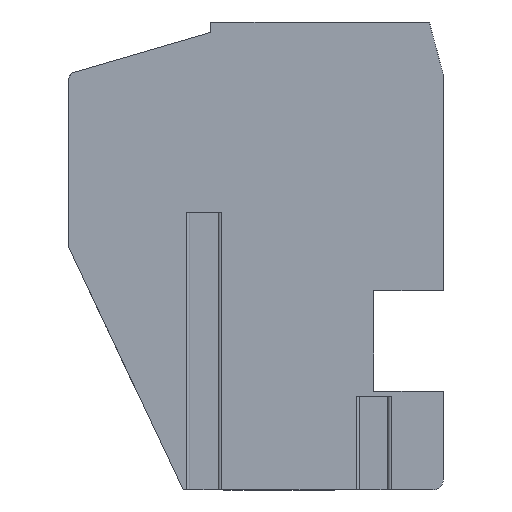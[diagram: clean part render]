
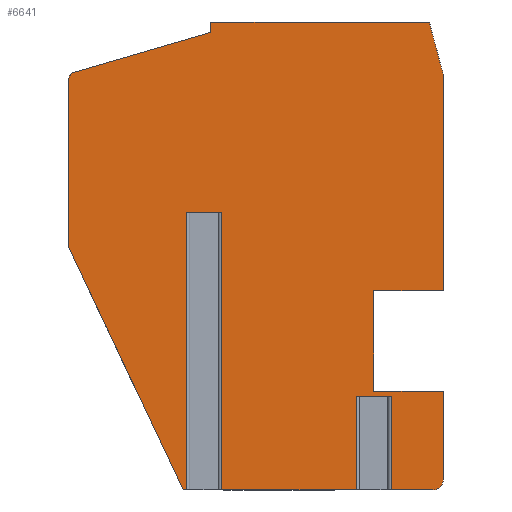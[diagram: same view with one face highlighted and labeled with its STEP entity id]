
A CAD part, left-side view. The second image highlights one B-rep face of the part: STEP entity #6641.
In plain terms, the highlighted planar face has unit normal (-1, 0, 0).
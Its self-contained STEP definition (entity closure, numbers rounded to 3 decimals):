
#1064=CARTESIAN_POINT('',(-10.0,-5.312,-6.662));
#1065=VERTEX_POINT('',#1064);
#1081=CARTESIAN_POINT('',(-10.0,-5.4,-6.45));
#1082=VERTEX_POINT('',#1081);
#1089=CARTESIAN_POINT('',(-10.0,-5.1,-6.45));
#1090=DIRECTION('',(1.,0.0,0.0));
#1091=DIRECTION('',(0.0,-0.707,-0.707));
#1092=AXIS2_PLACEMENT_3D('',#1089,#1090,#1091);
#1093=CIRCLE('',#1092,0.3);
#1094=EDGE_CURVE('',#1082,#1065,#1093,.T.);
#1638=CARTESIAN_POINT('',(-10.0,5.36,5.22));
#1639=VERTEX_POINT('',#1638);
#1655=CARTESIAN_POINT('',(-10.0,5.4,5.1));
#1656=VERTEX_POINT('',#1655);
#1663=CARTESIAN_POINT('',(-10.0,5.2,5.1));
#1664=DIRECTION('',(1.0,0.0,0.0));
#1665=DIRECTION('',(0.0,0.8,0.6));
#1666=AXIS2_PLACEMENT_3D('',#1663,#1664,#1665);
#1667=CIRCLE('',#1666,0.2);
#1668=EDGE_CURVE('',#1656,#1639,#1667,.T.);
#3248=CARTESIAN_POINT('',(-10.,2.005,1.25));
#3249=VERTEX_POINT('',#3248);
#3259=CARTESIAN_POINT('',(-10.,2.005,-6.75));
#3260=VERTEX_POINT('',#3259);
#3261=CARTESIAN_POINT('',(-10.,2.005,1.25));
#3262=DIRECTION('',(0.0,0.0,-1.0));
#3263=VECTOR('',#3262,8.0);
#3264=LINE('',#3261,#3263);
#3265=EDGE_CURVE('',#3249,#3260,#3264,.T.);
#3458=CARTESIAN_POINT('',(-10.,0.995,1.25));
#3459=VERTEX_POINT('',#3458);
#3468=CARTESIAN_POINT('',(-10.,0.995,-6.75));
#3469=VERTEX_POINT('',#3468);
#3477=CARTESIAN_POINT('',(-10.,0.995,1.25));
#3478=DIRECTION('',(0.0,0.0,-1.0));
#3479=VECTOR('',#3478,8.0);
#3480=LINE('',#3477,#3479);
#3481=EDGE_CURVE('',#3459,#3469,#3480,.T.);
#3491=CARTESIAN_POINT('',(-10.,2.005,1.25));
#3492=DIRECTION('',(0.0,-1.0,0.0));
#3493=VECTOR('',#3492,1.01);
#3494=LINE('',#3491,#3493);
#3495=EDGE_CURVE('',#3249,#3459,#3494,.T.);
#3513=CARTESIAN_POINT('',(-10.0,2.1,-6.75));
#3514=VERTEX_POINT('',#3513);
#3515=CARTESIAN_POINT('',(-10.,2.005,-6.75));
#3516=DIRECTION('',(0.0,1.0,0.0));
#3517=VECTOR('',#3516,0.095);
#3518=LINE('',#3515,#3517);
#3519=EDGE_CURVE('',#3260,#3514,#3518,.T.);
#3537=CARTESIAN_POINT('',(-10.0,-2.895,-4.05));
#3538=VERTEX_POINT('',#3537);
#3548=CARTESIAN_POINT('',(-10.0,-2.895,-6.75));
#3549=VERTEX_POINT('',#3548);
#3550=CARTESIAN_POINT('',(-10.0,-2.895,-4.05));
#3551=DIRECTION('',(0.0,0.0,-1.0));
#3552=VECTOR('',#3551,2.7);
#3553=LINE('',#3550,#3552);
#3554=EDGE_CURVE('',#3538,#3549,#3553,.T.);
#3738=CARTESIAN_POINT('',(-10.,-3.905,-4.05));
#3739=VERTEX_POINT('',#3738);
#3748=CARTESIAN_POINT('',(-10.,-3.905,-6.75));
#3749=VERTEX_POINT('',#3748);
#3757=CARTESIAN_POINT('',(-10.,-3.905,-4.05));
#3758=DIRECTION('',(0.0,0.0,-1.0));
#3759=VECTOR('',#3758,2.7);
#3760=LINE('',#3757,#3759);
#3761=EDGE_CURVE('',#3739,#3749,#3760,.T.);
#3771=CARTESIAN_POINT('',(-10.0,-2.895,-4.05));
#3772=DIRECTION('',(0.0,-1.0,0.0));
#3773=VECTOR('',#3772,1.01);
#3774=LINE('',#3771,#3773);
#3775=EDGE_CURVE('',#3538,#3739,#3774,.T.);
#6511=CARTESIAN_POINT('',(-10.0,-5.94,7.425));
#6512=DIRECTION('',(1.0,0.0,0.0));
#6513=DIRECTION('',(0.0,0.0,-1.0));
#6514=AXIS2_PLACEMENT_3D('',#6511,#6512,#6513);
#6515=PLANE('',#6514);
#6516=ORIENTED_EDGE('',*,*,#3481,.T.);
#6517=CARTESIAN_POINT('',(-10.0,-2.895,-6.75));
#6518=DIRECTION('',(0.0,1.0,0.0));
#6519=VECTOR('',#6518,3.89);
#6520=LINE('',#6517,#6519);
#6521=EDGE_CURVE('',#3549,#3469,#6520,.T.);
#6522=ORIENTED_EDGE('',*,*,#6521,.F.);
#6523=ORIENTED_EDGE('',*,*,#3554,.F.);
#6524=ORIENTED_EDGE('',*,*,#3775,.T.);
#6525=ORIENTED_EDGE('',*,*,#3761,.T.);
#6526=CARTESIAN_POINT('',(-10.0,-5.1,-6.75));
#6527=VERTEX_POINT('',#6526);
#6528=CARTESIAN_POINT('',(-10.0,-5.1,-6.75));
#6529=DIRECTION('',(0.0,1.0,0.0));
#6530=VECTOR('',#6529,1.195);
#6531=LINE('',#6528,#6530);
#6532=EDGE_CURVE('',#6527,#3749,#6531,.T.);
#6533=ORIENTED_EDGE('',*,*,#6532,.F.);
#6534=CARTESIAN_POINT('',(-10.0,-5.1,-6.45));
#6535=DIRECTION('',(1.,0.0,0.0));
#6536=DIRECTION('',(0.0,-0.707,-0.707));
#6537=AXIS2_PLACEMENT_3D('',#6534,#6535,#6536);
#6538=CIRCLE('',#6537,0.3);
#6539=EDGE_CURVE('',#1065,#6527,#6538,.T.);
#6540=ORIENTED_EDGE('',*,*,#6539,.F.);
#6541=ORIENTED_EDGE('',*,*,#1094,.F.);
#6542=CARTESIAN_POINT('',(-10.0,-5.4,-3.9));
#6543=VERTEX_POINT('',#6542);
#6544=CARTESIAN_POINT('',(-10.0,-5.4,-3.9));
#6545=DIRECTION('',(0.0,0.0,-1.0));
#6546=VECTOR('',#6545,2.55);
#6547=LINE('',#6544,#6546);
#6548=EDGE_CURVE('',#6543,#1082,#6547,.T.);
#6549=ORIENTED_EDGE('',*,*,#6548,.F.);
#6550=CARTESIAN_POINT('',(-10.0,-3.4,-3.9));
#6551=VERTEX_POINT('',#6550);
#6552=CARTESIAN_POINT('',(-10.0,-3.4,-3.9));
#6553=DIRECTION('',(0.0,-1.0,0.0));
#6554=VECTOR('',#6553,2.0);
#6555=LINE('',#6552,#6554);
#6556=EDGE_CURVE('',#6551,#6543,#6555,.T.);
#6557=ORIENTED_EDGE('',*,*,#6556,.F.);
#6558=CARTESIAN_POINT('',(-10.0,-3.4,-1.));
#6559=VERTEX_POINT('',#6558);
#6560=CARTESIAN_POINT('',(-10.0,-3.4,-1.));
#6561=DIRECTION('',(0.0,0.0,-1.0));
#6562=VECTOR('',#6561,2.9);
#6563=LINE('',#6560,#6562);
#6564=EDGE_CURVE('',#6559,#6551,#6563,.T.);
#6565=ORIENTED_EDGE('',*,*,#6564,.F.);
#6566=CARTESIAN_POINT('',(-10.0,-5.4,-1.));
#6567=VERTEX_POINT('',#6566);
#6568=CARTESIAN_POINT('',(-10.0,-5.4,-1.));
#6569=DIRECTION('',(0.0,1.0,0.0));
#6570=VECTOR('',#6569,2.0);
#6571=LINE('',#6568,#6570);
#6572=EDGE_CURVE('',#6567,#6559,#6571,.T.);
#6573=ORIENTED_EDGE('',*,*,#6572,.F.);
#6574=CARTESIAN_POINT('',(-10.0,-5.4,5.25));
#6575=VERTEX_POINT('',#6574);
#6576=CARTESIAN_POINT('',(-10.0,-5.4,5.25));
#6577=DIRECTION('',(0.0,0.0,-1.0));
#6578=VECTOR('',#6577,6.25);
#6579=LINE('',#6576,#6578);
#6580=EDGE_CURVE('',#6575,#6567,#6579,.T.);
#6581=ORIENTED_EDGE('',*,*,#6580,.F.);
#6582=CARTESIAN_POINT('',(-10.0,-4.998,6.75));
#6583=VERTEX_POINT('',#6582);
#6584=CARTESIAN_POINT('',(-10.0,-4.998,6.75));
#6585=DIRECTION('',(0.0,-0.259,-0.966));
#6586=VECTOR('',#6585,1.553);
#6587=LINE('',#6584,#6586);
#6588=EDGE_CURVE('',#6583,#6575,#6587,.T.);
#6589=ORIENTED_EDGE('',*,*,#6588,.F.);
#6590=CARTESIAN_POINT('',(-10.0,1.3,6.75));
#6591=VERTEX_POINT('',#6590);
#6592=CARTESIAN_POINT('',(-10.0,1.3,6.75));
#6593=DIRECTION('',(0.0,-1.0,0.0));
#6594=VECTOR('',#6593,6.298);
#6595=LINE('',#6592,#6594);
#6596=EDGE_CURVE('',#6591,#6583,#6595,.T.);
#6597=ORIENTED_EDGE('',*,*,#6596,.F.);
#6598=CARTESIAN_POINT('',(-10.0,1.3,6.45));
#6599=VERTEX_POINT('',#6598);
#6600=CARTESIAN_POINT('',(-10.0,1.3,6.45));
#6601=DIRECTION('',(0.0,0.0,1.0));
#6602=VECTOR('',#6601,0.3);
#6603=LINE('',#6600,#6602);
#6604=EDGE_CURVE('',#6599,#6591,#6603,.T.);
#6605=ORIENTED_EDGE('',*,*,#6604,.F.);
#6606=CARTESIAN_POINT('',(-10.0,5.256,5.292));
#6607=VERTEX_POINT('',#6606);
#6608=CARTESIAN_POINT('',(-10.0,5.256,5.292));
#6609=DIRECTION('',(0.0,-0.96,0.281));
#6610=VECTOR('',#6609,4.122);
#6611=LINE('',#6608,#6610);
#6612=EDGE_CURVE('',#6607,#6599,#6611,.T.);
#6613=ORIENTED_EDGE('',*,*,#6612,.F.);
#6614=CARTESIAN_POINT('',(-10.0,5.2,5.1));
#6615=DIRECTION('',(1.0,0.0,0.0));
#6616=DIRECTION('',(0.0,0.8,0.6));
#6617=AXIS2_PLACEMENT_3D('',#6614,#6615,#6616);
#6618=CIRCLE('',#6617,0.2);
#6619=EDGE_CURVE('',#1639,#6607,#6618,.T.);
#6620=ORIENTED_EDGE('',*,*,#6619,.F.);
#6621=ORIENTED_EDGE('',*,*,#1668,.F.);
#6622=CARTESIAN_POINT('',(-10.0,5.4,0.25));
#6623=VERTEX_POINT('',#6622);
#6624=CARTESIAN_POINT('',(-10.0,5.4,0.25));
#6625=DIRECTION('',(0.0,0.0,1.0));
#6626=VECTOR('',#6625,4.85);
#6627=LINE('',#6624,#6626);
#6628=EDGE_CURVE('',#6623,#1656,#6627,.T.);
#6629=ORIENTED_EDGE('',*,*,#6628,.F.);
#6630=CARTESIAN_POINT('',(-10.0,2.1,-6.75));
#6631=DIRECTION('',(0.0,0.426,0.905));
#6632=VECTOR('',#6631,7.739);
#6633=LINE('',#6630,#6632);
#6634=EDGE_CURVE('',#3514,#6623,#6633,.T.);
#6635=ORIENTED_EDGE('',*,*,#6634,.F.);
#6636=ORIENTED_EDGE('',*,*,#3519,.F.);
#6637=ORIENTED_EDGE('',*,*,#3265,.F.);
#6638=ORIENTED_EDGE('',*,*,#3495,.T.);
#6639=EDGE_LOOP('',(#6516,#6522,#6523,#6524,#6525,#6533,#6540,#6541,#6549,#6557,#6565,#6573,#6581,#6589,#6597,#6605,#6613,#6620,#6621,#6629,#6635,#6636,#6637,#6638));
#6640=FACE_OUTER_BOUND('',#6639,.T.);
#6641=ADVANCED_FACE('',(#6640),#6515,.F.);
